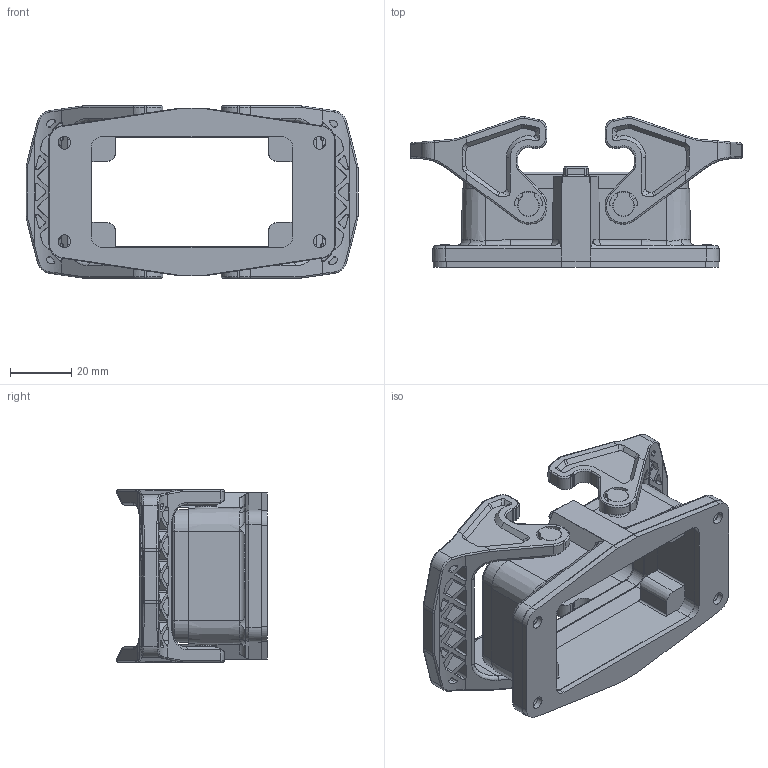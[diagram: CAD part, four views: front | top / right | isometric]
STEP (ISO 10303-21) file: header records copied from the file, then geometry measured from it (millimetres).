
FILE_DESCRIPTION((''),'2;1');
FILE_NAME('H10B_P-BK_SW0001','2023-12-28T',('yp.zhu'),(''),'PRO/ENGINEER BY PARAMETRIC TECHNOLOGY CORPORATION, 2012480','PRO/ENGINEER BY PARAMETRIC TECHNOLOGY CORPORATION, 2012480','');
FILE_SCHEMA(('CONFIG_CONTROL_DESIGN'));
Products named in the file (1): H10B_P-BK_SW0001
Bounding box: 108 x 49.01 x 56 mm (x, y, z)
Volume: 60446.3 mm3; surface area: 33466.9 mm2
Topology: 3 solids, 3 shells, 1338 faces, 3724 edges, 2440 vertices
Faces by surface type: plane 564, cylinder 482, bspline 140, torus 60, cone 52, extrusion 40
Entity records: 63138 total; most frequent: CARTESIAN_POINT 31252, ORIENTED_EDGE 7432, DIRECTION 5404, EDGE_CURVE 3716, VERTEX_POINT 2440, VECTOR 1928, LINE 1888, AXIS2_PLACEMENT_3D 1738
